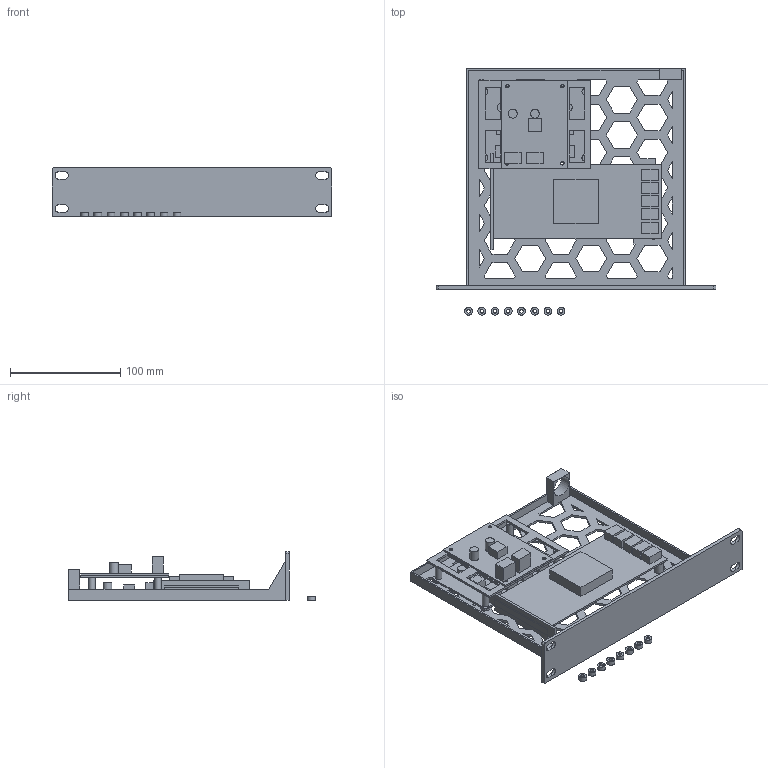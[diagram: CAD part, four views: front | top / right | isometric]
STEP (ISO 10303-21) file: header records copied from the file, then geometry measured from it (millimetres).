
FILE_DESCRIPTION(('Open CASCADE Model'),'2;1');
FILE_NAME('Rack Assembly V2','2025-12-02T13:55:41',('Author'),( 'Open CASCADE'),'Open CASCADE STEP processor 7.8','build123d', 'Unknown');
FILE_SCHEMA(('AUTOMOTIVE_DESIGN { 1 0 10303 214 1 1 1 1 }'));
Length unit declared in the file: millimetre
Products named in the file (71): Rack Assembly V2; Tray; ASSEMBLY; SOLID; Bridge; Spacers; DC-DC Board; SATA Board; PCIe Card
Assembly tree (85 placements, depth 5):
  Rack Assembly V2
    Tray
      ASSEMBLY
        SOLID
    Bridge
      ASSEMBLY
        SOLID
    Spacers
      ASSEMBLY
        SOLID
        SOLID
        SOLID
        SOLID
        SOLID
        SOLID
        SOLID
        SOLID
    DC-DC Board
      ASSEMBLY
        ASSEMBLY
          SOLID
      ASSEMBLY
        ASSEMBLY
          SOLID
      ASSEMBLY
        ASSEMBLY
          SOLID
      ASSEMBLY
        ASSEMBLY
          SOLID
      ASSEMBLY
        ASSEMBLY
          SOLID
      ASSEMBLY
        ASSEMBLY
          SOLID
      ASSEMBLY
        ASSEMBLY
          SOLID
      ASSEMBLY
        ASSEMBLY
          SOLID
      ASSEMBLY
        ASSEMBLY
          SOLID
      ASSEMBLY
        ASSEMBLY
          SOLID
      ASSEMBLY
        ASSEMBLY
          SOLID
      ASSEMBLY
        ASSEMBLY
          SOLID
      ASSEMBLY
        ASSEMBLY
          SOLID
    SATA Board
      ASSEMBLY
        ASSEMBLY
Bounding box: 254 x 223.5 x 44.45 mm (x, y, z)
Volume: 187736.9 mm3; surface area: 173860.9 mm2
Topology: 37 solids, 37 shells, 600 faces, 1554 edges, 1030 vertices
Faces by surface type: plane 527, cylinder 73
Full cylindrical faces by diameter (mm): 2.8 x10, 3 x4, 3.2 x12, 6 x8, 7 x8, 8 x12, 19 x1
Entity records: 36276 total; most frequent: CARTESIAN_POINT 6049, DIRECTION 5427, LINE 3757, VECTOR 3757, ORIENTED_EDGE 2820, PCURVE 2820, DEFINITIONAL_REPRESENTATION 2820, EDGE_CURVE 1410
